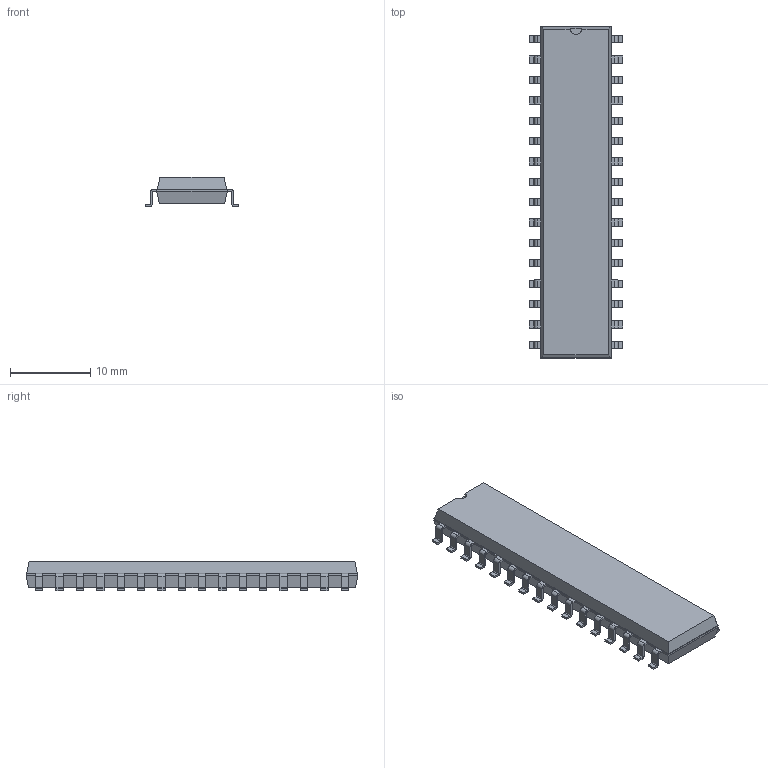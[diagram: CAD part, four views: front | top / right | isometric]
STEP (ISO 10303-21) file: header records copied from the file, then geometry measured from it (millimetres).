
FILE_DESCRIPTION(/* description */ ('model of SMDIP-32_W11.48mm'),/* implementation_level */ '2;1');
FILE_NAME(/* name */ 'SMDIP-32_W11.48mm.step',/* time_stamp */ '2017-09-26T19:19:34',/* author */ ('kicad StepUp','ksu'),/* organization */ ('FreeCAD'),/* preprocessor_version */ 'OCC',/* originating_system */ 'kicad StepUp',/* authorisation */ '');
FILE_SCHEMA(('AUTOMOTIVE_DESIGN { 1 0 10303 214 1 1 1 1 }'));
Length unit declared in the file: millimetre
Products named in the file (1): SMDIP_32_W1148mm
Bounding box: 11.72 x 41.4 x 3.68 mm (x, y, z)
Volume: 1164.9 mm3; surface area: 1233.5 mm2
Topology: 1 solids, 1 shells, 532 faces, 1388 edges, 858 vertices
Faces by surface type: plane 327, cylinder 129, bspline 76
Entity records: 10469 total; most frequent: ORIENTED_EDGE 2308, CARTESIAN_POINT 1579, EDGE_CURVE 1388, VERTEX_POINT 858, LINE 852, AXIS2_PLACEMENT_3D 551, ADVANCED_FACE 532, FACE_BOUND 532
